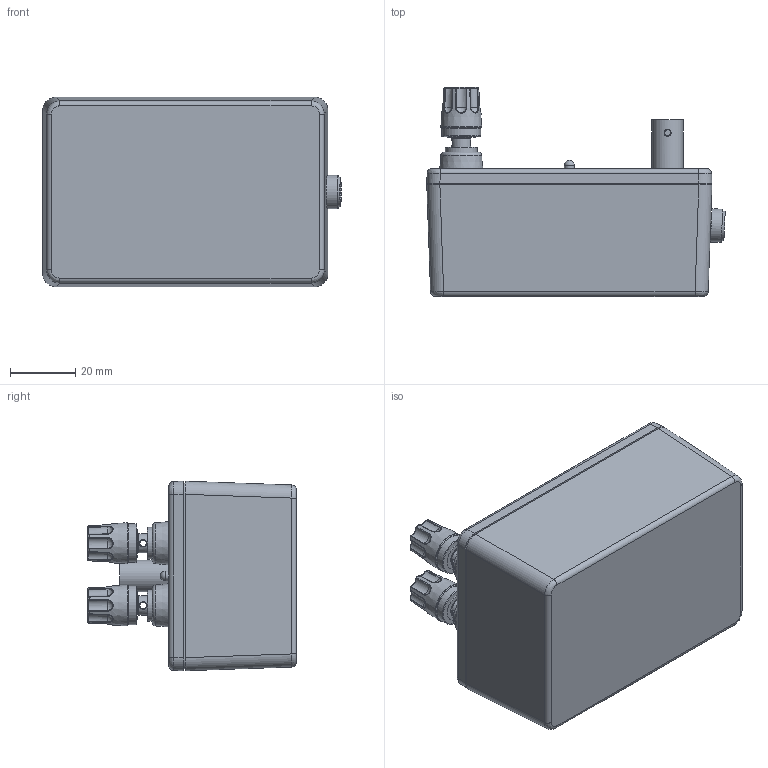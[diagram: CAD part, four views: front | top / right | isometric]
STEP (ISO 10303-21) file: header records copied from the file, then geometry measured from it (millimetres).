
FILE_DESCRIPTION(/* description */ (''),/* implementation_level */ '2;1');
FILE_NAME(/* name */ 'IdcProbe model v32.step',/* time_stamp */ '2017-10-15T20:36:22+02:00',/* author */ ('lodderj'),/* organization */ (''),/* preprocessor_version */ 'ST-DEVELOPER v16.13',/* originating_system */ 'Autodesk Translation Framework v6.5.0.72',/* authorisation */ '');
FILE_SCHEMA (('AUTOMOTIVE_DESIGN { 1 0 10303 214 3 1 1 }'));
Length unit declared in the file: millimetre
Products named in the file (14): IdcProbe model v32; dc jack 2.1mm v5 v1; DJ Jack 2,1mm panel mount v1; Banana pair; Hirschmann Banana; Hammond 1591XXL; 1591XXL BOX; 1591XXL LID; PCB Lid; PCB Bottom; PCB Screw; LED; BNC; CMS3005
Assembly tree (17 placements, depth 3):
  IdcProbe model v32
    dc jack 2.1mm v5 v1
      DJ Jack 2,1mm panel mount v1
    Banana pair
      Hirschmann Banana  x2
    Hammond 1591XXL
      1591XXL BOX
      1591XXL LID
    PCB Lid
      PCB Bottom
      PCB Screw  x4
      LED
      BNC
      CMS3005
Bounding box: 91.14 x 63.8 x 57.88 mm (x, y, z)
Volume: 63326 mm3; surface area: 69835.2 mm2
Topology: 27 solids, 27 shells, 1169 faces, 2945 edges, 1882 vertices
Faces by surface type: cylinder 403, plane 383, bspline 202, cone 112, torus 35, sphere 34
Full cylindrical faces by diameter (mm): 1 x2, 2 x10, 2.1 x1, 2.134 x24, 2.5 x4, 2.6 x1, 3 x5, 3.111 x58, 3.332 x4, 3.5 x4, 3.908 x56, 4 x10, 4.2 x4, 4.744 x24, 5.5 x1, 5.6 x4, 5.884 x24, 6.446 x6, 6.5 x2, 6.779 x1, 8.17 x1, 8.5 x2, 9 x2, 9.6 x1, 9.7 x2, 10 x2, 10.2 x1, 11.8 x2, 12 x1, 12.3 x2
Entity records: 36900 total; most frequent: CARTESIAN_POINT 18049, ORIENTED_EDGE 4006, DIRECTION 3503, EDGE_CURVE 2003, AXIS2_PLACEMENT_3D 1357, VERTEX_POINT 1279, EDGE_LOOP 898, FACE_OUTER_BOUND 808
